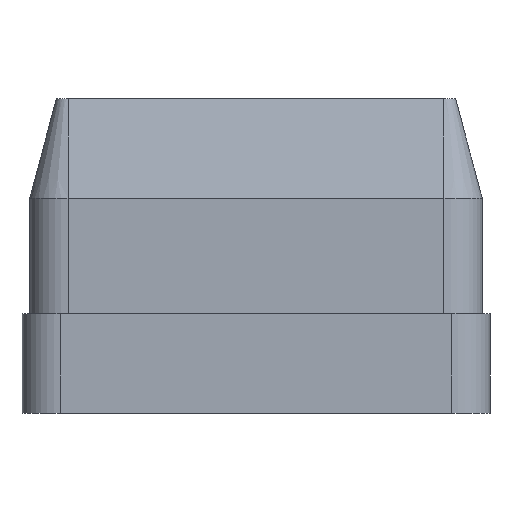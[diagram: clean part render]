
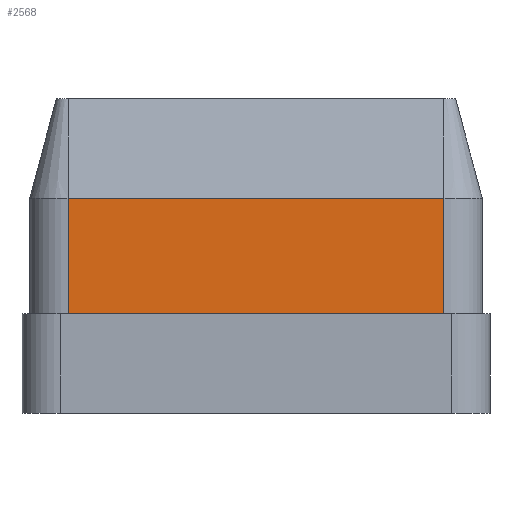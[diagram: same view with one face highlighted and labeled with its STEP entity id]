
A CAD part, front view. The second image highlights one B-rep face of the part: STEP entity #2568.
In plain terms, the highlighted planar face has unit normal (0, -1, 0).
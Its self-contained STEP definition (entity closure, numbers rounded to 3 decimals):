
#10 = VECTOR ( 'NONE', #2160, 1000. ) ;
#37 = LINE ( 'NONE', #2498, #1116 ) ;
#112 = DIRECTION ( 'NONE',  ( 0., 0., -1. ) ) ;
#284 = EDGE_CURVE ( 'NONE', #1291, #3736, #37, .T. ) ;
#291 = CARTESIAN_POINT ( 'NONE',  ( 24.5, -50., 13. ) ) ;
#702 = LINE ( 'NONE', #3065, #10 ) ;
#753 = CARTESIAN_POINT ( 'NONE',  ( -29.5, -50., 28. ) ) ;
#980 = ORIENTED_EDGE ( 'NONE', *, *, #3151, .T. ) ;
#1064 = DIRECTION ( 'NONE',  ( 0., 1., 0. ) ) ;
#1116 = VECTOR ( 'NONE', #1583, 1000. ) ;
#1184 = EDGE_CURVE ( 'NONE', #2824, #3736, #702, .T. ) ;
#1291 = VERTEX_POINT ( 'NONE', #2198 ) ;
#1365 = PLANE ( 'NONE',  #2132 ) ;
#1516 = FACE_OUTER_BOUND ( 'NONE', #3461, .T. ) ;
#1583 = DIRECTION ( 'NONE',  ( 1., 0., 0. ) ) ;
#1628 = ORIENTED_EDGE ( 'NONE', *, *, #3082, .T. ) ;
#1949 = CARTESIAN_POINT ( 'NONE',  ( -24.5, -50., 28. ) ) ;
#1957 = LINE ( 'NONE', #1949, #3561 ) ;
#2132 = AXIS2_PLACEMENT_3D ( 'NONE', #753, #1064, #3205 ) ;
#2160 = DIRECTION ( 'NONE',  ( 0., 0., 1. ) ) ;
#2198 = CARTESIAN_POINT ( 'NONE',  ( -24.5, -50., 28. ) ) ;
#2462 = ORIENTED_EDGE ( 'NONE', *, *, #1184, .T. ) ;
#2498 = CARTESIAN_POINT ( 'NONE',  ( -29.5, -50., 28. ) ) ;
#2568 = ADVANCED_FACE ( 'NONE', ( #1516 ), #1365, .F. ) ;
#2824 = VERTEX_POINT ( 'NONE', #291 ) ;
#2874 = CARTESIAN_POINT ( 'NONE',  ( 24.5, -50., 28. ) ) ;
#3004 = DIRECTION ( 'NONE',  ( 1., 0., 0. ) ) ;
#3065 = CARTESIAN_POINT ( 'NONE',  ( 24.5, -50., 28. ) ) ;
#3082 = EDGE_CURVE ( 'NONE', #3582, #2824, #3859, .T. ) ;
#3151 = EDGE_CURVE ( 'NONE', #1291, #3582, #1957, .T. ) ;
#3205 = DIRECTION ( 'NONE',  ( 0., 0., 1. ) ) ;
#3461 = EDGE_LOOP ( 'NONE', ( #1628, #2462, #3519, #980 ) ) ;
#3519 = ORIENTED_EDGE ( 'NONE', *, *, #284, .F. ) ;
#3561 = VECTOR ( 'NONE', #112, 1000. ) ;
#3582 = VERTEX_POINT ( 'NONE', #3738 ) ;
#3601 = CARTESIAN_POINT ( 'NONE',  ( -29.5, -50., 13. ) ) ;
#3736 = VERTEX_POINT ( 'NONE', #2874 ) ;
#3738 = CARTESIAN_POINT ( 'NONE',  ( -24.5, -50., 13. ) ) ;
#3769 = VECTOR ( 'NONE', #3004, 1000. ) ;
#3859 = LINE ( 'NONE', #3601, #3769 ) ;
